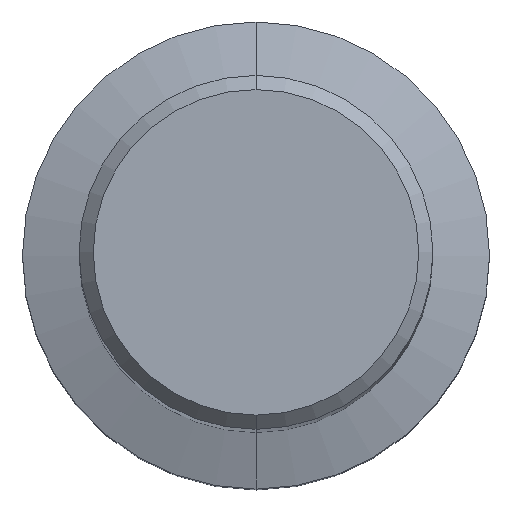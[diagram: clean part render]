
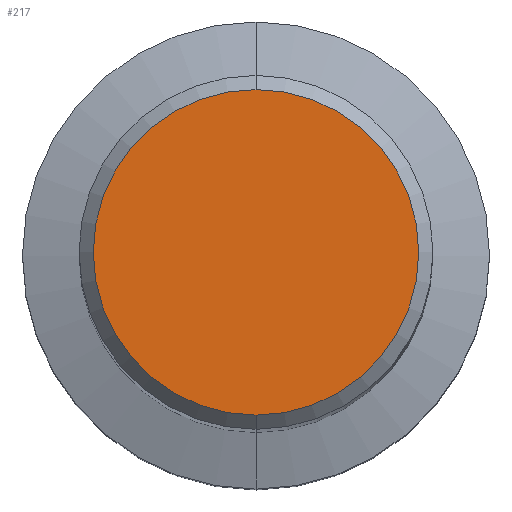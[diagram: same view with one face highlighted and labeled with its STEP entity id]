
A CAD part, top view. The second image highlights one B-rep face of the part: STEP entity #217.
In plain terms, the highlighted planar face has unit normal (0, 0, 1).
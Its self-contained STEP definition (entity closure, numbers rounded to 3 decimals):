
#215=EDGE_CURVE('',#429,#529,#572,.T.);
#217=ADVANCED_FACE('',(#574),#575,.T.);
#251=EDGE_CURVE('',#529,#429,#611,.T.);
#429=VERTEX_POINT('',#810);
#529=VERTEX_POINT('',#920);
#572=CIRCLE('',#1028,11.5);
#574=FACE_OUTER_BOUND('',#1030,.T.);
#575=PLANE('',#1031);
#611=CIRCLE('',#1151,11.5);
#810=CARTESIAN_POINT('',(0.,-11.5,0.0));
#920=CARTESIAN_POINT('',(0.0,11.5,0.0));
#1028=AXIS2_PLACEMENT_3D('',#1825,#1826,#1827);
#1030=EDGE_LOOP('',(#1829,#1830));
#1031=AXIS2_PLACEMENT_3D('',#1831,#1832,#1833);
#1151=AXIS2_PLACEMENT_3D('',#1866,#1867,#1868);
#1825=CARTESIAN_POINT('',(0.0,0.0,0.0));
#1826=DIRECTION('',(0.0,0.0,-1.0));
#1827=DIRECTION('',(0.0,1.0,0.0));
#1829=ORIENTED_EDGE('',*,*,#251,.F.);
#1830=ORIENTED_EDGE('',*,*,#215,.F.);
#1831=CARTESIAN_POINT('',(0.0,5.75,0.0));
#1832=DIRECTION('',(-0.0,0.0,1.0));
#1833=DIRECTION('',(0.0,-1.0,0.0));
#1866=CARTESIAN_POINT('',(0.0,0.0,0.0));
#1867=DIRECTION('',(0.0,0.0,-1.0));
#1868=DIRECTION('',(0.0,1.0,0.0));
